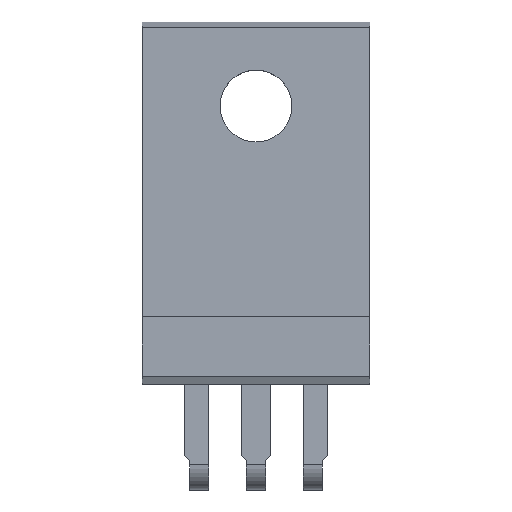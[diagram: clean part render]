
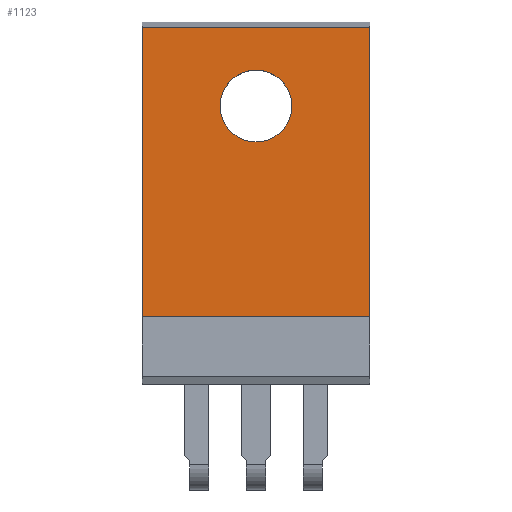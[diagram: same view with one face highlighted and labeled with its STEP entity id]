
A CAD part, top view. The second image highlights one B-rep face of the part: STEP entity #1123.
In plain terms, the highlighted planar face has unit normal (0, 0, 1).
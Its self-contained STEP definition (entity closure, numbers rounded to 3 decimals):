
#24=FACE_BOUND('',#192,.T.);
#63=CIRCLE('',#1187,1.6);
#124=FACE_OUTER_BOUND('',#191,.T.);
#191=EDGE_LOOP('',(#1006,#1007,#1008,#1009));
#192=EDGE_LOOP('',(#1010));
#285=LINE('',#1734,#418);
#291=LINE('',#1746,#424);
#301=LINE('',#1766,#434);
#305=LINE('',#1773,#438);
#418=VECTOR('',#1422,12.9);
#424=VECTOR('',#1430,10.16);
#434=VECTOR('',#1442,12.9);
#438=VECTOR('',#1448,10.16);
#528=VERTEX_POINT('',#1713);
#537=VERTEX_POINT('',#1731);
#538=VERTEX_POINT('',#1733);
#543=VERTEX_POINT('',#1745);
#552=VERTEX_POINT('',#1765);
#662=EDGE_CURVE('',#528,#528,#63,.T.);
#671=EDGE_CURVE('',#538,#537,#285,.T.);
#677=EDGE_CURVE('',#543,#538,#291,.T.);
#687=EDGE_CURVE('',#552,#543,#301,.T.);
#691=EDGE_CURVE('',#537,#552,#305,.T.);
#1006=ORIENTED_EDGE('',*,*,#677,.T.);
#1007=ORIENTED_EDGE('',*,*,#671,.T.);
#1008=ORIENTED_EDGE('',*,*,#691,.T.);
#1009=ORIENTED_EDGE('',*,*,#687,.T.);
#1010=ORIENTED_EDGE('',*,*,#662,.T.);
#1062=PLANE('',#1207);
#1123=ADVANCED_FACE('',(#124,#24),#1062,.T.);
#1187=AXIS2_PLACEMENT_3D('',#1714,#1410,#1411);
#1207=AXIS2_PLACEMENT_3D('',#1814,#1498,#1499);
#1410=DIRECTION('center_axis',(0.,0.,
-1.));
#1411=DIRECTION('ref_axis',(-1.,0.,0.));
#1422=DIRECTION('',(0.,-1.,0.));
#1430=DIRECTION('',(-1.,0.,0.));
#1442=DIRECTION('',(0.,1.,0.));
#1448=DIRECTION('',(1.,0.,0.));
#1498=DIRECTION('center_axis',(0.,0.,
1.));
#1499=DIRECTION('ref_axis',(-1.,0.,0.));
#1713=CARTESIAN_POINT('',(1.6,16.795,4.85));
#1714=CARTESIAN_POINT('Origin',(0.,16.795,4.85));
#1731=CARTESIAN_POINT('',(-5.08,7.395,4.85));
#1733=CARTESIAN_POINT('',(-5.08,20.295,4.85));
#1734=CARTESIAN_POINT('',(-5.08,20.295,4.85));
#1745=CARTESIAN_POINT('',(5.08,20.295,4.85));
#1746=CARTESIAN_POINT('',(5.08,20.295,4.85));
#1765=CARTESIAN_POINT('',(5.08,7.395,4.85));
#1766=CARTESIAN_POINT('',(5.08,7.395,4.85));
#1773=CARTESIAN_POINT('',(-5.08,7.395,4.85));
#1814=CARTESIAN_POINT('Origin',(0.,16.815,4.85));
